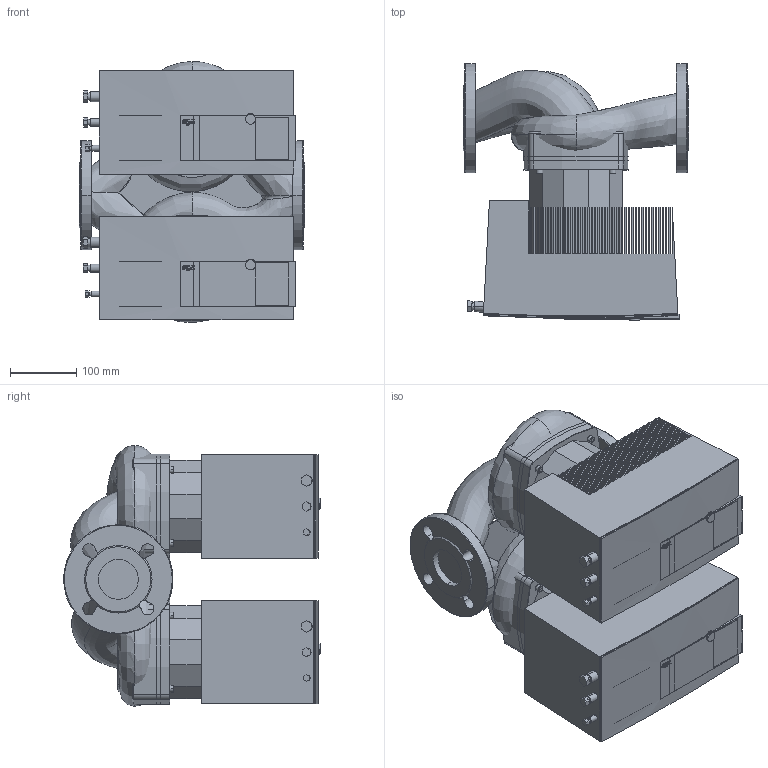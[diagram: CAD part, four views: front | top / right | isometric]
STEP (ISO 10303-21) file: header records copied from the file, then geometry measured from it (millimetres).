
FILE_DESCRIPTION((''),'2;1');
FILE_NAME('3d_Stratos-D50_1-16(DE)-2150584.stp','2017-09-28T12:39:00',(''),(''),'Mechanical Desktop 2009','Mechanical Desktop 2009',', , ');
FILE_SCHEMA(('CONFIG_CONTROL_DESIGN'));
Length unit declared in the file: millimetre
Products named in the file (1): Product
Bounding box: 340 x 387.5 x 394 mm (x, y, z)
Volume: 24823222.2 mm3; surface area: 3356115.6 mm2
Topology: 31 solids, 31 shells, 908 faces, 2538 edges, 1721 vertices
Faces by surface type: plane 612, bspline 147, cylinder 107, cone 36, torus 6
Entity records: 39596 total; most frequent: CARTESIAN_POINT 16480, ORIENTED_EDGE 5072, DIRECTION 4246, EDGE_CURVE 2536, VECTOR 1986, LINE 1986, VERTEX_POINT 1721, AXIS2_PLACEMENT_3D 1130
